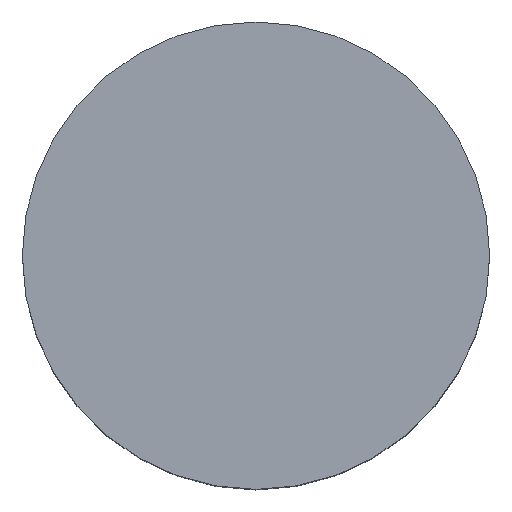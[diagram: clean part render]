
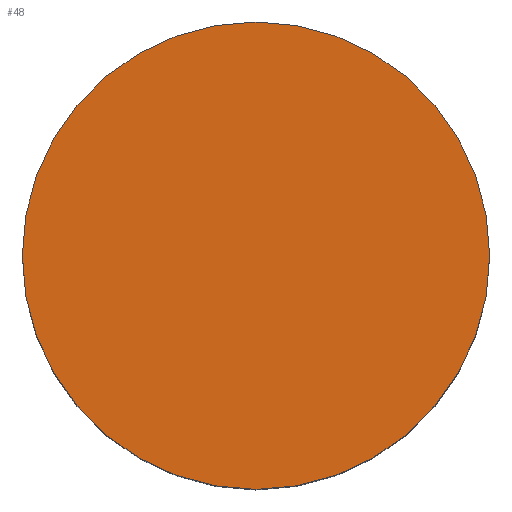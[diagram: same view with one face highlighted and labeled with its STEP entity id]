
A CAD part, top view. The second image highlights one B-rep face of the part: STEP entity #48.
In plain terms, the highlighted planar face has unit normal (0, 0, 1).
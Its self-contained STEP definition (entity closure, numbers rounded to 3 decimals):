
#2 = CARTESIAN_POINT ( 'NONE',  ( 5.5, 0., 8. ) ) ;
#15 = DIRECTION ( 'NONE',  ( 0., 0., 1. ) ) ;
#20 = CARTESIAN_POINT ( 'NONE',  ( 0., 0., 8. ) ) ;
#28 = DIRECTION ( 'NONE',  ( 0., 0., 1. ) ) ;
#31 = CIRCLE ( 'NONE', #175, 5.5 ) ;
#44 = DIRECTION ( 'NONE',  ( 0., 0., 1. ) ) ;
#45 = AXIS2_PLACEMENT_3D ( 'NONE', #125, #28, #111 ) ;
#46 = PLANE ( 'NONE',  #62 ) ;
#48 = ADVANCED_FACE ( 'NONE', ( #148 ), #46, .T. ) ;
#62 = AXIS2_PLACEMENT_3D ( 'NONE', #138, #15, #136 ) ;
#76 = CIRCLE ( 'NONE', #45, 5.5 ) ;
#80 = VERTEX_POINT ( 'NONE', #2 ) ;
#84 = DIRECTION ( 'NONE',  ( 1., 0., 0. ) ) ;
#105 = ORIENTED_EDGE ( 'NONE', *, *, #158, .T. ) ;
#111 = DIRECTION ( 'NONE',  ( 1., 0., 0. ) ) ;
#121 = EDGE_LOOP ( 'NONE', ( #105, #133 ) ) ;
#124 = CARTESIAN_POINT ( 'NONE',  ( -5.5, 0., 8. ) ) ;
#125 = CARTESIAN_POINT ( 'NONE',  ( 0., 0., 8. ) ) ;
#132 = EDGE_CURVE ( 'NONE', #80, #144, #76, .T. ) ;
#133 = ORIENTED_EDGE ( 'NONE', *, *, #132, .T. ) ;
#136 = DIRECTION ( 'NONE',  ( 1., 0., 0. ) ) ;
#138 = CARTESIAN_POINT ( 'NONE',  ( 0., 0., 8. ) ) ;
#144 = VERTEX_POINT ( 'NONE', #124 ) ;
#148 = FACE_OUTER_BOUND ( 'NONE', #121, .T. ) ;
#158 = EDGE_CURVE ( 'NONE', #144, #80, #31, .T. ) ;
#175 = AXIS2_PLACEMENT_3D ( 'NONE', #20, #44, #84 ) ;
